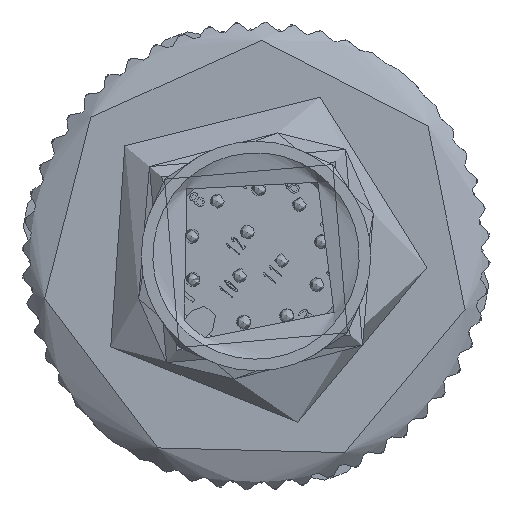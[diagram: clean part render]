
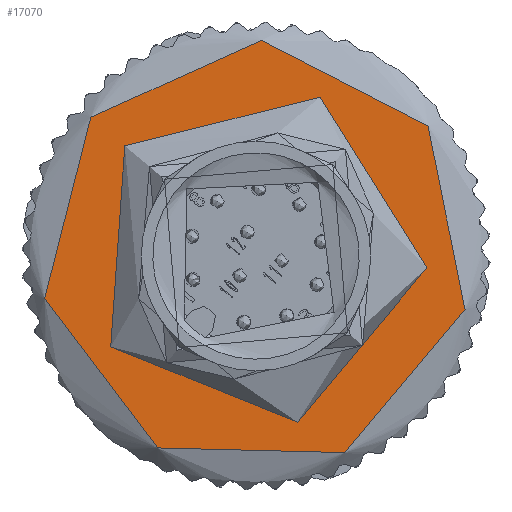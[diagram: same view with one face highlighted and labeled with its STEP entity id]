
A CAD part, left-side view. The second image highlights one B-rep face of the part: STEP entity #17070.
In plain terms, the highlighted planar face has unit normal (-1, 0, 0).
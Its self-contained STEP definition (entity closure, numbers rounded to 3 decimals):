
#3975=FACE_BOUND($,#4982,.T.);
#4064=FACE_OUTER_BOUND($,#4981,.T.);
#4981=EDGE_LOOP($,(#11055));
#4982=EDGE_LOOP($,(#11056));
#5945=CIRCLE($,#17991,9.3);
#6051=CIRCLE($,#18115,7.387);
#6542=VERTEX_POINT($,#24909);
#6758=VERTEX_POINT($,#25399);
#8253=EDGE_CURVE($,#6542,#6542,#5945,.T.);
#8487=EDGE_CURVE($,#6758,#6758,#6051,.T.);
#11055=ORIENTED_EDGE($,*,*,#8253,.T.);
#11056=ORIENTED_EDGE($,*,*,#8487,.T.);
#15692=PLANE($,#18114);
#17070=ADVANCED_FACE($,(#4064,#3975),#15692,.T.);
#17991=AXIS2_PLACEMENT_3D($,#24910,#19354,#19355);
#18114=AXIS2_PLACEMENT_3D($,#25398,#19717,#19718);
#18115=AXIS2_PLACEMENT_3D($,#25400,#19719,#19720);
#19354=DIRECTION('center_axis',(-1.,0.,0.));
#19355=DIRECTION('ref_axis',(0.,0.766,0.643));
#19717=DIRECTION('center_axis',(-1.,0.,0.));
#19718=DIRECTION('ref_axis',(0.,-0.766,-0.643));
#19719=DIRECTION('center_axis',(1.,0.,0.));
#19720=DIRECTION('ref_axis',(0.,0.766,0.643));
#24909=CARTESIAN_POINT('',(-7.8,7.138,5.972));
#24910=CARTESIAN_POINT('Origin',(-7.8,0.013,-0.006));
#25398=CARTESIAN_POINT('Origin',(-7.8,0.013,-0.006));
#25399=CARTESIAN_POINT('',(-7.8,5.672,4.742));
#25400=CARTESIAN_POINT('Origin',(-7.8,0.013,-0.006));
